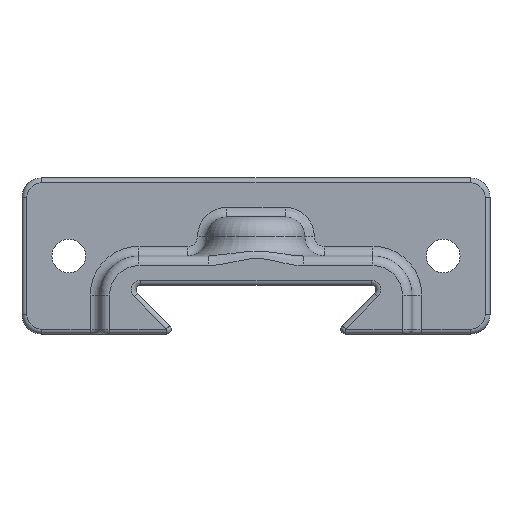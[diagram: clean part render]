
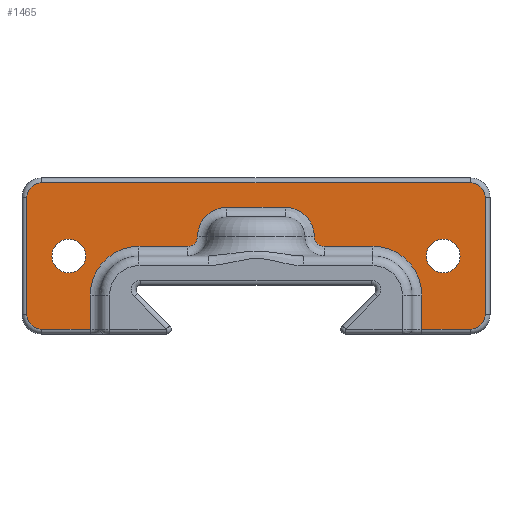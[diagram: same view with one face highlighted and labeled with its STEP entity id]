
A CAD part, front view. The second image highlights one B-rep face of the part: STEP entity #1465.
In plain terms, the highlighted planar face has unit normal (0, -1, 0).
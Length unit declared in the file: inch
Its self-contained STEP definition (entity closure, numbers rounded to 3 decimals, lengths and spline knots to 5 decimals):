
#28=FACE_BOUND('',#220,.T.);
#29=FACE_BOUND('',#221,.T.);
#40=PLANE('',#1629);
#124=FACE_OUTER_BOUND('',#219,.T.);
#219=EDGE_LOOP('',(#1131,#1132,#1133,#1134,#1135,#1136,#1137,#1138,#1139,
#1140,#1141,#1142,#1143,#1144,#1145,#1146,#1147,#1148,#1149,#1150));
#220=EDGE_LOOP('',(#1151));
#221=EDGE_LOOP('',(#1152));
#311=LINE('',#2403,#410);
#312=LINE('',#2414,#411);
#314=LINE('',#2424,#413);
#319=LINE('',#2476,#418);
#320=LINE('',#2487,#419);
#326=LINE('',#2506,#425);
#327=LINE('',#2510,#426);
#328=LINE('',#2514,#427);
#329=LINE('',#2520,#428);
#330=LINE('',#2526,#429);
#410=VECTOR('',#1896,0.3937);
#411=VECTOR('',#1909,0.3937);
#413=VECTOR('',#1923,0.3937);
#418=VECTOR('',#1970,0.3937);
#419=VECTOR('',#1983,0.3937);
#425=VECTOR('',#2007,0.3937);
#426=VECTOR('',#2012,0.3937);
#427=VECTOR('',#2015,0.3937);
#428=VECTOR('',#2020,0.3937);
#429=VECTOR('',#2025,0.3937);
#470=CIRCLE('',#1516,0.10825);
#472=CIRCLE('',#1519,0.10825);
#510=CIRCLE('',#1582,0.094);
#514=CIRCLE('',#1588,0.094);
#532=CIRCLE('',#1615,0.094);
#536=CIRCLE('',#1621,0.094);
#539=CIRCLE('',#1630,0.312);
#540=CIRCLE('',#1631,0.063);
#541=CIRCLE('',#1632,0.187);
#542=CIRCLE('',#1633,0.187);
#543=CIRCLE('',#1634,0.063);
#544=CIRCLE('',#1635,0.312);
#587=VERTEX_POINT('',#2245);
#589=VERTEX_POINT('',#2251);
#638=VERTEX_POINT('',#2396);
#641=VERTEX_POINT('',#2401);
#643=VERTEX_POINT('',#2406);
#645=VERTEX_POINT('',#2412);
#646=VERTEX_POINT('',#2417);
#647=VERTEX_POINT('',#2422);
#654=VERTEX_POINT('',#2470);
#655=VERTEX_POINT('',#2474);
#657=VERTEX_POINT('',#2479);
#659=VERTEX_POINT('',#2485);
#663=VERTEX_POINT('',#2505);
#664=VERTEX_POINT('',#2509);
#665=VERTEX_POINT('',#2511);
#666=VERTEX_POINT('',#2513);
#667=VERTEX_POINT('',#2515);
#668=VERTEX_POINT('',#2517);
#669=VERTEX_POINT('',#2519);
#670=VERTEX_POINT('',#2521);
#671=VERTEX_POINT('',#2523);
#672=VERTEX_POINT('',#2525);
#715=EDGE_CURVE('',#587,#587,#470,.T.);
#718=EDGE_CURVE('',#589,#589,#472,.T.);
#793=EDGE_CURVE('',#641,#638,#311,.T.);
#795=EDGE_CURVE('',#643,#641,#510,.T.);
#798=EDGE_CURVE('',#645,#643,#312,.T.);
#801=EDGE_CURVE('',#646,#645,#514,.T.);
#804=EDGE_CURVE('',#647,#646,#314,.T.);
#823=EDGE_CURVE('',#655,#654,#319,.T.);
#825=EDGE_CURVE('',#657,#655,#532,.T.);
#828=EDGE_CURVE('',#659,#657,#320,.T.);
#831=EDGE_CURVE('',#638,#659,#536,.T.);
#837=EDGE_CURVE('',#654,#663,#326,.T.);
#839=EDGE_CURVE('',#664,#647,#327,.T.);
#840=EDGE_CURVE('',#665,#664,#539,.T.);
#841=EDGE_CURVE('',#666,#665,#328,.T.);
#842=EDGE_CURVE('',#667,#666,#540,.T.);
#843=EDGE_CURVE('',#668,#667,#541,.T.);
#844=EDGE_CURVE('',#669,#668,#329,.T.);
#845=EDGE_CURVE('',#670,#669,#542,.T.);
#846=EDGE_CURVE('',#671,#670,#543,.T.);
#847=EDGE_CURVE('',#672,#671,#330,.T.);
#848=EDGE_CURVE('',#663,#672,#544,.T.);
#1131=ORIENTED_EDGE('',*,*,#823,.F.);
#1132=ORIENTED_EDGE('',*,*,#825,.F.);
#1133=ORIENTED_EDGE('',*,*,#828,.F.);
#1134=ORIENTED_EDGE('',*,*,#831,.F.);
#1135=ORIENTED_EDGE('',*,*,#793,.F.);
#1136=ORIENTED_EDGE('',*,*,#795,.F.);
#1137=ORIENTED_EDGE('',*,*,#798,.F.);
#1138=ORIENTED_EDGE('',*,*,#801,.F.);
#1139=ORIENTED_EDGE('',*,*,#804,.F.);
#1140=ORIENTED_EDGE('',*,*,#839,.F.);
#1141=ORIENTED_EDGE('',*,*,#840,.F.);
#1142=ORIENTED_EDGE('',*,*,#841,.F.);
#1143=ORIENTED_EDGE('',*,*,#842,.F.);
#1144=ORIENTED_EDGE('',*,*,#843,.F.);
#1145=ORIENTED_EDGE('',*,*,#844,.F.);
#1146=ORIENTED_EDGE('',*,*,#845,.F.);
#1147=ORIENTED_EDGE('',*,*,#846,.F.);
#1148=ORIENTED_EDGE('',*,*,#847,.F.);
#1149=ORIENTED_EDGE('',*,*,#848,.F.);
#1150=ORIENTED_EDGE('',*,*,#837,.F.);
#1151=ORIENTED_EDGE('',*,*,#715,.T.);
#1152=ORIENTED_EDGE('',*,*,#718,.T.);
#1465=ADVANCED_FACE('',(#124,#28,#29),#40,.T.);
#1516=AXIS2_PLACEMENT_3D('',#2246,#1729,#1730);
#1519=AXIS2_PLACEMENT_3D('',#2252,#1736,#1737);
#1582=AXIS2_PLACEMENT_3D('',#2408,#1901,#1902);
#1588=AXIS2_PLACEMENT_3D('',#2419,#1915,#1916);
#1615=AXIS2_PLACEMENT_3D('',#2481,#1975,#1976);
#1621=AXIS2_PLACEMENT_3D('',#2491,#1989,#1990);
#1629=AXIS2_PLACEMENT_3D('',#2508,#2010,#2011);
#1630=AXIS2_PLACEMENT_3D('',#2512,#2013,#2014);
#1631=AXIS2_PLACEMENT_3D('',#2516,#2016,#2017);
#1632=AXIS2_PLACEMENT_3D('',#2518,#2018,#2019);
#1633=AXIS2_PLACEMENT_3D('',#2522,#2021,#2022);
#1634=AXIS2_PLACEMENT_3D('',#2524,#2023,#2024);
#1635=AXIS2_PLACEMENT_3D('',#2527,#2026,#2027);
#1729=DIRECTION('center_axis',(0.,1.,0.));
#1730=DIRECTION('ref_axis',(0.,0.,-1.));
#1736=DIRECTION('center_axis',(0.,1.,0.));
#1737=DIRECTION('ref_axis',(0.,0.,-1.));
#1896=DIRECTION('',(1.,0.,0.));
#1901=DIRECTION('center_axis',(0.,1.,0.));
#1902=DIRECTION('ref_axis',(-0.707,0.,0.707));
#1909=DIRECTION('',(0.,0.,1.));
#1915=DIRECTION('center_axis',(0.,1.,0.));
#1916=DIRECTION('ref_axis',(-0.707,0.,-0.707));
#1923=DIRECTION('',(-1.,0.,0.));
#1970=DIRECTION('',(-1.,0.,0.));
#1975=DIRECTION('center_axis',(0.,1.,0.));
#1976=DIRECTION('ref_axis',(0.707,0.,-0.707));
#1983=DIRECTION('',(0.,0.,-1.));
#1989=DIRECTION('center_axis',(0.,1.,0.));
#1990=DIRECTION('ref_axis',(0.707,0.,0.707));
#2007=DIRECTION('',(0.,0.,1.));
#2010=DIRECTION('center_axis',(0.,-1.,0.));
#2011=DIRECTION('ref_axis',(0.,0.,-1.));
#2012=DIRECTION('',(0.,0.,-1.));
#2013=DIRECTION('center_axis',(0.,-1.,0.));
#2014=DIRECTION('ref_axis',(-0.707,0.,0.707));
#2015=DIRECTION('',(-1.,0.,0.));
#2016=DIRECTION('center_axis',(0.,1.,0.));
#2017=DIRECTION('ref_axis',(0.707,0.,-0.707));
#2018=DIRECTION('center_axis',(0.,-1.,0.));
#2019=DIRECTION('ref_axis',(-0.707,0.,0.707));
#2020=DIRECTION('',(-1.,0.,0.));
#2021=DIRECTION('center_axis',(0.,-1.,0.));
#2022=DIRECTION('ref_axis',(1.,0.,0.));
#2023=DIRECTION('center_axis',(0.,1.,0.));
#2024=DIRECTION('ref_axis',(-1.,0.,0.));
#2025=DIRECTION('',(-1.,0.,0.));
#2026=DIRECTION('center_axis',(0.,-1.,0.));
#2027=DIRECTION('ref_axis',(0.707,0.,0.707));
#2245=CARTESIAN_POINT('',(-10.23106,-0.25,8.87527));
#2246=CARTESIAN_POINT('Origin',(-10.23106,-0.25,8.76702));
#2251=CARTESIAN_POINT('',(-7.83106,-0.25,8.87527));
#2252=CARTESIAN_POINT('Origin',(-7.83106,-0.25,8.76702));
#2396=CARTESIAN_POINT('',(-7.65606,-0.25,9.23602));
#2401=CARTESIAN_POINT('',(-10.40606,-0.25,9.23602));
#2403=CARTESIAN_POINT('',(-8.28106,-0.25,9.23602));
#2406=CARTESIAN_POINT('',(-10.50006,-0.25,9.14202));
#2408=CARTESIAN_POINT('Origin',(-10.40606,-0.25,9.14202));
#2412=CARTESIAN_POINT('',(-10.50006,-0.25,8.39202));
#2414=CARTESIAN_POINT('',(-10.50006,-0.25,9.01702));
#2417=CARTESIAN_POINT('',(-10.40606,-0.25,8.29802));
#2419=CARTESIAN_POINT('Origin',(-10.40606,-0.25,8.39202));
#2422=CARTESIAN_POINT('',(-10.09306,-0.25,8.29802));
#2424=CARTESIAN_POINT('',(-9.78106,-0.25,8.29802));
#2470=CARTESIAN_POINT('',(-7.96906,-0.25,8.29802));
#2474=CARTESIAN_POINT('',(-7.65606,-0.25,8.29802));
#2476=CARTESIAN_POINT('',(-9.78106,-0.25,8.29802));
#2479=CARTESIAN_POINT('',(-7.56206,-0.25,8.39202));
#2481=CARTESIAN_POINT('Origin',(-7.65606,-0.25,8.39202));
#2485=CARTESIAN_POINT('',(-7.56206,-0.25,9.14202));
#2487=CARTESIAN_POINT('',(-7.56206,-0.25,8.51702));
#2491=CARTESIAN_POINT('Origin',(-7.65606,-0.25,9.14202));
#2505=CARTESIAN_POINT('',(-7.96906,-0.25,8.51702));
#2506=CARTESIAN_POINT('',(-7.96906,-0.25,8.64202));
#2508=CARTESIAN_POINT('Origin',(-9.03106,-0.25,8.76702));
#2509=CARTESIAN_POINT('',(-10.09306,-0.25,8.51702));
#2510=CARTESIAN_POINT('',(-10.09306,-0.25,8.51702));
#2511=CARTESIAN_POINT('',(-9.78106,-0.25,8.82902));
#2512=CARTESIAN_POINT('Origin',(-9.78106,-0.25,8.51702));
#2513=CARTESIAN_POINT('',(-9.46856,-0.25,8.82902));
#2514=CARTESIAN_POINT('',(-9.40606,-0.25,8.82902));
#2515=CARTESIAN_POINT('',(-9.40556,-0.25,8.89202));
#2516=CARTESIAN_POINT('Origin',(-9.46856,-0.25,8.89202));
#2517=CARTESIAN_POINT('',(-9.21856,-0.25,9.07902));
#2518=CARTESIAN_POINT('Origin',(-9.21856,-0.25,8.89202));
#2519=CARTESIAN_POINT('',(-8.84418,-0.25,9.07902));
#2520=CARTESIAN_POINT('',(-9.03106,-0.25,9.07902));
#2521=CARTESIAN_POINT('',(-8.65718,-0.25,8.89202));
#2522=CARTESIAN_POINT('Origin',(-8.84418,-0.25,8.89202));
#2523=CARTESIAN_POINT('',(-8.59418,-0.25,8.82902));
#2524=CARTESIAN_POINT('Origin',(-8.59418,-0.25,8.89202));
#2525=CARTESIAN_POINT('',(-8.28106,-0.25,8.82902));
#2526=CARTESIAN_POINT('',(-9.40606,-0.25,8.82902));
#2527=CARTESIAN_POINT('Origin',(-8.28106,-0.25,8.51702));
